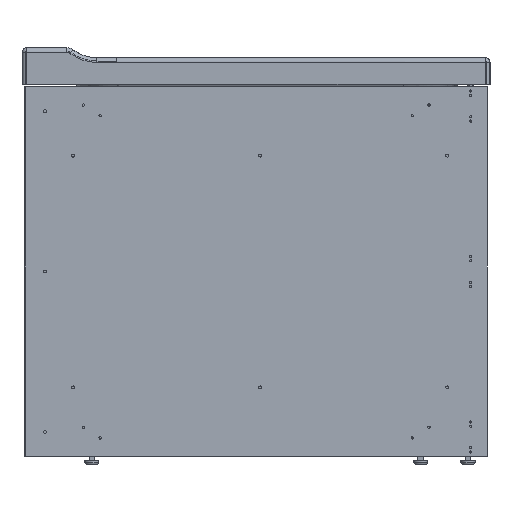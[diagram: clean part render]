
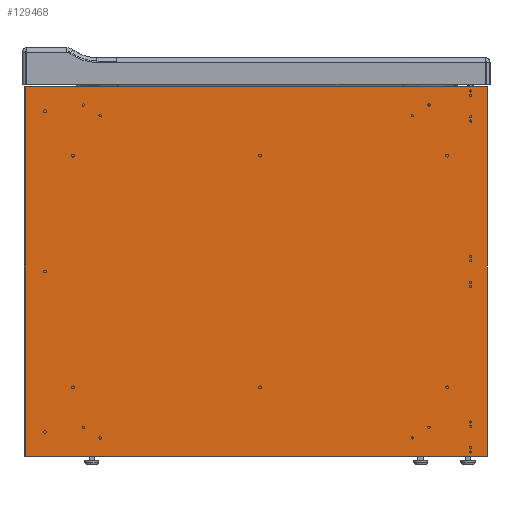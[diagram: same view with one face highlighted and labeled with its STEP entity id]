
A CAD part, front view. The second image highlights one B-rep face of the part: STEP entity #129468.
In plain terms, the highlighted face is planar.
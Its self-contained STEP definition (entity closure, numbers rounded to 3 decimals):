
#129429=CARTESIAN_POINT('',(-846.,346.0,555.0));
#129430=DIRECTION('',(1.0,0.0,0.0));
#129431=DIRECTION('',(0.0,0.0,-1.0));
#129432=AXIS2_PLACEMENT_3D('',#129429,#129430,#129431);
#129433=PLANE('',#129432);
#129434=CARTESIAN_POINT('',(-846.,345.2,554.2));
#129435=VERTEX_POINT('',#129434);
#129436=CARTESIAN_POINT('',(-846.,345.2,0.8));
#129437=VERTEX_POINT('',#129436);
#129438=CARTESIAN_POINT('',(-846.,345.2,554.2));
#129439=DIRECTION('',(0.0,0.0,-1.0));
#129440=VECTOR('',#129439,553.4);
#129441=LINE('',#129438,#129440);
#129442=EDGE_CURVE('',#129435,#129437,#129441,.T.);
#129443=ORIENTED_EDGE('',*,*,#129442,.T.);
#129444=CARTESIAN_POINT('',(-846.,-346.0,0.8));
#129445=VERTEX_POINT('',#129444);
#129446=CARTESIAN_POINT('',(-846.,345.2,0.8));
#129447=DIRECTION('',(0.0,-1.0,0.0));
#129448=VECTOR('',#129447,691.2);
#129449=LINE('',#129446,#129448);
#129450=EDGE_CURVE('',#129437,#129445,#129449,.T.);
#129451=ORIENTED_EDGE('',*,*,#129450,.T.);
#129452=CARTESIAN_POINT('',(-846.,-346.0,554.2));
#129453=VERTEX_POINT('',#129452);
#129454=CARTESIAN_POINT('',(-846.,-346.0,554.2));
#129455=DIRECTION('',(0.0,0.0,-1.0));
#129456=VECTOR('',#129455,553.4);
#129457=LINE('',#129454,#129456);
#129458=EDGE_CURVE('',#129453,#129445,#129457,.T.);
#129459=ORIENTED_EDGE('',*,*,#129458,.F.);
#129460=CARTESIAN_POINT('',(-846.,345.2,554.2));
#129461=DIRECTION('',(0.0,-1.0,0.0));
#129462=VECTOR('',#129461,691.2);
#129463=LINE('',#129460,#129462);
#129464=EDGE_CURVE('',#129453,#129435,#129463,.F.);
#129465=ORIENTED_EDGE('',*,*,#129464,.T.);
#129466=EDGE_LOOP('',(#129443,#129451,#129459,#129465));
#129467=FACE_OUTER_BOUND('',#129466,.T.);
#129468=ADVANCED_FACE('',(#129467),#129433,.F.);
